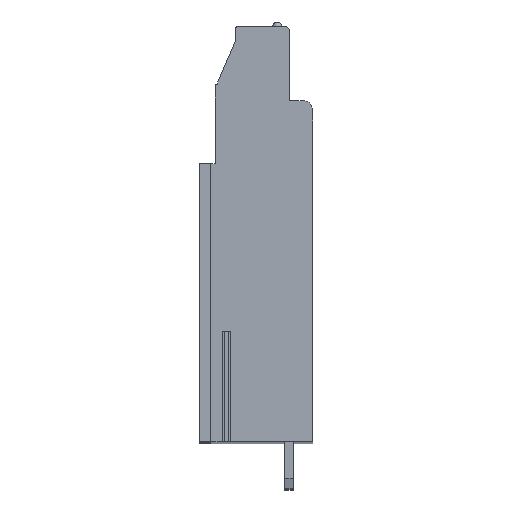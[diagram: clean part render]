
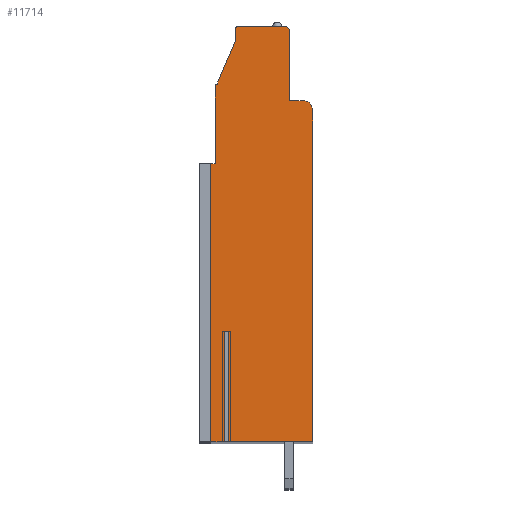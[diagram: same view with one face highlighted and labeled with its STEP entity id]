
A CAD part, top view. The second image highlights one B-rep face of the part: STEP entity #11714.
In plain terms, the highlighted planar face has unit normal (0, 0, 1).
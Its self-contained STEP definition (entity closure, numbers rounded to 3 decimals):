
#13=DIRECTION('',(0.,1.,0.));
#14=VECTOR('',#13,30.);
#15=CARTESIAN_POINT('',(-5.16,-17.199,114.3));
#16=LINE('',#15,#14);
#17=DIRECTION('',(-1.,0.,0.));
#18=VECTOR('',#17,0.5);
#19=CARTESIAN_POINT('',(-4.66,12.801,114.3));
#20=LINE('',#19,#18);
#21=DIRECTION('',(0.,-1.,0.));
#22=VECTOR('',#21,8.4);
#23=CARTESIAN_POINT('',(-4.66,21.201,114.3));
#24=LINE('',#23,#22);
#25=CARTESIAN_POINT('',(-4.46,21.201,114.3));
#26=DIRECTION('',(0.,0.,1.));
#27=DIRECTION('',(0.,1.,0.));
#28=AXIS2_PLACEMENT_3D('',#25,#26,#27);
#30=DIRECTION('',(-0.392,-0.92,0.));
#31=VECTOR('',#30,5.108);
#32=CARTESIAN_POINT('',(-2.46,26.101,114.3));
#33=LINE('',#32,#31);
#34=DIRECTION('',(0.,-1.,0.));
#35=VECTOR('',#34,1.2);
#36=CARTESIAN_POINT('',(-2.46,27.301,114.3));
#37=LINE('',#36,#35);
#38=CARTESIAN_POINT('',(-2.16,27.301,114.3));
#39=DIRECTION('',(0.,0.,1.));
#40=DIRECTION('',(0.,1.,0.));
#41=AXIS2_PLACEMENT_3D('',#38,#39,#40);
#43=DIRECTION('',(-1.,0.,0.));
#44=VECTOR('',#43,5.);
#45=CARTESIAN_POINT('',(2.84,27.601,114.3));
#46=LINE('',#45,#44);
#47=CARTESIAN_POINT('',(2.84,27.101,114.3));
#48=DIRECTION('',(0.,0.,1.));
#49=DIRECTION('',(1.,0.,0.));
#50=AXIS2_PLACEMENT_3D('',#47,#48,#49);
#52=DIRECTION('',(0.,1.,0.));
#53=VECTOR('',#52,7.5);
#54=CARTESIAN_POINT('',(3.34,19.601,114.3));
#55=LINE('',#54,#53);
#56=DIRECTION('',(-1.,0.,0.));
#57=VECTOR('',#56,1.5);
#58=CARTESIAN_POINT('',(4.84,19.601,114.3));
#59=LINE('',#58,#57);
#60=CARTESIAN_POINT('',(4.84,18.601,114.3));
#61=DIRECTION('',(0.,0.,1.));
#62=DIRECTION('',(1.,0.,0.));
#63=AXIS2_PLACEMENT_3D('',#60,#61,#62);
#65=DIRECTION('',(0.,1.,0.));
#66=VECTOR('',#65,35.8);
#67=CARTESIAN_POINT('',(5.84,-17.199,114.3));
#68=LINE('',#67,#66);
#69=DIRECTION('',(1.,0.,0.));
#70=VECTOR('',#69,9.11);
#71=CARTESIAN_POINT('',(-3.27,-17.199,114.3));
#72=LINE('',#71,#70);
#73=DIRECTION('',(0.,1.,0.));
#74=VECTOR('',#73,11.95);
#75=CARTESIAN_POINT('',(-3.27,-17.199,114.3));
#76=LINE('',#75,#74);
#77=DIRECTION('',(-1.,0.,0.));
#78=VECTOR('',#77,0.38);
#79=CARTESIAN_POINT('',(-3.27,-5.249,114.3));
#80=LINE('',#79,#78);
#81=DIRECTION('',(0.,1.,0.));
#82=VECTOR('',#81,11.95);
#83=CARTESIAN_POINT('',(-3.65,-17.199,114.3));
#84=LINE('',#83,#82);
#85=DIRECTION('',(1.,0.,0.));
#86=VECTOR('',#85,1.51);
#87=CARTESIAN_POINT('',(-5.16,-17.199,114.3));
#88=LINE('',#87,#86);
#8999=CARTESIAN_POINT('',(5.84,-17.199,114.3));
#9000=CARTESIAN_POINT('',(5.84,18.601,114.3));
#9001=VERTEX_POINT('',#8999);
#9002=VERTEX_POINT('',#9000);
#9003=CARTESIAN_POINT('',(4.84,19.601,114.3));
#9004=VERTEX_POINT('',#9003);
#9005=CARTESIAN_POINT('',(3.34,19.601,114.3));
#9006=VERTEX_POINT('',#9005);
#9007=CARTESIAN_POINT('',(3.34,27.101,114.3));
#9008=VERTEX_POINT('',#9007);
#9009=CARTESIAN_POINT('',(2.84,27.601,114.3));
#9010=VERTEX_POINT('',#9009);
#9011=CARTESIAN_POINT('',(-2.16,27.601,114.3));
#9012=VERTEX_POINT('',#9011);
#9013=CARTESIAN_POINT('',(-2.46,27.301,114.3));
#9014=VERTEX_POINT('',#9013);
#9015=CARTESIAN_POINT('',(-2.46,26.101,114.3));
#9016=VERTEX_POINT('',#9015);
#9017=CARTESIAN_POINT('',(-4.46,21.401,114.3));
#9018=VERTEX_POINT('',#9017);
#9019=CARTESIAN_POINT('',(-4.66,21.201,114.3));
#9020=VERTEX_POINT('',#9019);
#9021=CARTESIAN_POINT('',(-4.66,12.801,114.3));
#9022=VERTEX_POINT('',#9021);
#9135=CARTESIAN_POINT('',(-3.27,-5.249,114.3));
#9136=CARTESIAN_POINT('',(-3.65,-5.249,114.3));
#9137=VERTEX_POINT('',#9135);
#9138=VERTEX_POINT('',#9136);
#9139=CARTESIAN_POINT('',(-3.27,-17.199,114.3));
#9140=VERTEX_POINT('',#9139);
#9141=CARTESIAN_POINT('',(-3.65,-17.199,114.3));
#9142=VERTEX_POINT('',#9141);
#9151=CARTESIAN_POINT('',(-5.16,-17.199,114.3));
#9152=CARTESIAN_POINT('',(-5.16,12.801,114.3));
#9153=VERTEX_POINT('',#9151);
#9154=VERTEX_POINT('',#9152);
#11671=CARTESIAN_POINT('',(0.,0.,114.3));
#11672=DIRECTION('',(0.,0.,1.));
#11673=DIRECTION('',(1.,0.,0.));
#11674=AXIS2_PLACEMENT_3D('',#11671,#11672,#11673);
#11675=PLANE('',#11674);
#11677=ORIENTED_EDGE('',*,*,#11676,.T.);
#11679=ORIENTED_EDGE('',*,*,#11678,.F.);
#11681=ORIENTED_EDGE('',*,*,#11680,.F.);
#11683=ORIENTED_EDGE('',*,*,#11682,.F.);
#11685=ORIENTED_EDGE('',*,*,#11684,.F.);
#11687=ORIENTED_EDGE('',*,*,#11686,.F.);
#11689=ORIENTED_EDGE('',*,*,#11688,.F.);
#11691=ORIENTED_EDGE('',*,*,#11690,.F.);
#11693=ORIENTED_EDGE('',*,*,#11692,.F.);
#11695=ORIENTED_EDGE('',*,*,#11694,.F.);
#11697=ORIENTED_EDGE('',*,*,#11696,.F.);
#11699=ORIENTED_EDGE('',*,*,#11698,.F.);
#11701=ORIENTED_EDGE('',*,*,#11700,.F.);
#11703=ORIENTED_EDGE('',*,*,#11702,.F.);
#11705=ORIENTED_EDGE('',*,*,#11704,.T.);
#11707=ORIENTED_EDGE('',*,*,#11706,.T.);
#11709=ORIENTED_EDGE('',*,*,#11708,.F.);
#11711=ORIENTED_EDGE('',*,*,#11710,.F.);
#11712=EDGE_LOOP('',(#11677,#11679,#11681,#11683,#11685,#11687,#11689,#11691,
#11693,#11695,#11697,#11699,#11701,#11703,#11705,#11707,#11709,#11711));
#11713=FACE_OUTER_BOUND('',#11712,.F.);
#29=CIRCLE('',#28,0.2);
#42=CIRCLE('',#41,0.3);
#51=CIRCLE('',#50,0.5);
#64=CIRCLE('',#63,1.);
#11676=EDGE_CURVE('',#9153,#9154,#16,.T.);
#11678=EDGE_CURVE('',#9022,#9154,#20,.T.);
#11680=EDGE_CURVE('',#9020,#9022,#24,.T.);
#11682=EDGE_CURVE('',#9018,#9020,#29,.T.);
#11684=EDGE_CURVE('',#9016,#9018,#33,.T.);
#11686=EDGE_CURVE('',#9014,#9016,#37,.T.);
#11688=EDGE_CURVE('',#9012,#9014,#42,.T.);
#11690=EDGE_CURVE('',#9010,#9012,#46,.T.);
#11692=EDGE_CURVE('',#9008,#9010,#51,.T.);
#11694=EDGE_CURVE('',#9006,#9008,#55,.T.);
#11696=EDGE_CURVE('',#9004,#9006,#59,.T.);
#11698=EDGE_CURVE('',#9002,#9004,#64,.T.);
#11700=EDGE_CURVE('',#9001,#9002,#68,.T.);
#11702=EDGE_CURVE('',#9140,#9001,#72,.T.);
#11704=EDGE_CURVE('',#9140,#9137,#76,.T.);
#11706=EDGE_CURVE('',#9137,#9138,#80,.T.);
#11708=EDGE_CURVE('',#9142,#9138,#84,.T.);
#11710=EDGE_CURVE('',#9153,#9142,#88,.T.);
#11714=ADVANCED_FACE('',(#11713),#11675,.T.);
